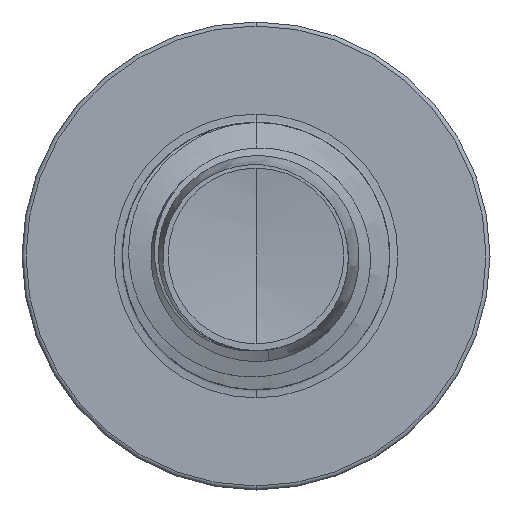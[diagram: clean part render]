
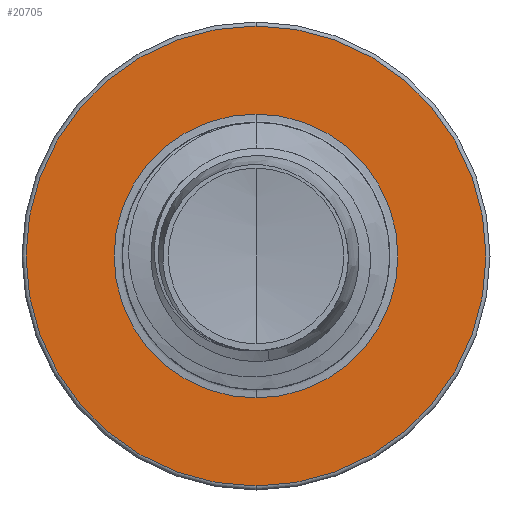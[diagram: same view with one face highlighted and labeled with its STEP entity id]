
A CAD part, front view. The second image highlights one B-rep face of the part: STEP entity #20705.
In plain terms, the highlighted planar face has unit normal (0, -1, 0).
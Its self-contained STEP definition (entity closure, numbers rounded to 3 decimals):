
#267 = DIRECTION ( 'NONE',  ( 0., 0., 1. ) ) ;
#891 = AXIS2_PLACEMENT_3D ( 'NONE', #9771, #28044, #12457 ) ;
#901 = ORIENTED_EDGE ( 'NONE', *, *, #19939, .F. ) ;
#1593 = DIRECTION ( 'NONE',  ( 0., 0., 1. ) ) ;
#3846 = EDGE_CURVE ( 'NONE', #32080, #10571, #20906, .T. ) ;
#4286 = CARTESIAN_POINT ( 'NONE',  ( 0., 17.5, -3.186 ) ) ;
#6545 = EDGE_CURVE ( 'NONE', #28162, #20751, #34139, .T. ) ;
#6591 = ORIENTED_EDGE ( 'NONE', *, *, #3846, .F. ) ;
#9771 = CARTESIAN_POINT ( 'NONE',  ( 0., 17.5, 0. ) ) ;
#10385 = DIRECTION ( 'NONE',  ( 0., 1., 0. ) ) ;
#10571 = VERTEX_POINT ( 'NONE', #11008 ) ;
#11008 = CARTESIAN_POINT ( 'NONE',  ( 0., 17.5, -5.16 ) ) ;
#11744 = FACE_OUTER_BOUND ( 'NONE', #26157, .T. ) ;
#12457 = DIRECTION ( 'NONE',  ( 0., 0., 1. ) ) ;
#14221 = DIRECTION ( 'NONE',  ( 0., 1., 0. ) ) ;
#15357 = AXIS2_PLACEMENT_3D ( 'NONE', #20543, #10385, #15714 ) ;
#15714 = DIRECTION ( 'NONE',  ( 0., 0., 1. ) ) ;
#16442 = DIRECTION ( 'NONE',  ( 0., 1., 0. ) ) ;
#17646 = DIRECTION ( 'NONE',  ( 0., 1., 0. ) ) ;
#18793 = FACE_BOUND ( 'NONE', #24118, .T. ) ;
#19855 = EDGE_CURVE ( 'NONE', #20751, #28162, #34117, .T. ) ;
#19939 = EDGE_CURVE ( 'NONE', #10571, #32080, #20437, .T. ) ;
#20437 = CIRCLE ( 'NONE', #891, 5.16 ) ;
#20543 = CARTESIAN_POINT ( 'NONE',  ( 0., 17.5, -3.186 ) ) ;
#20705 = ADVANCED_FACE ( 'NONE', ( #11744, #18793 ), #28504, .F. ) ;
#20751 = VERTEX_POINT ( 'NONE', #28631 ) ;
#20906 = CIRCLE ( 'NONE', #24662, 5.16 ) ;
#24118 = EDGE_LOOP ( 'NONE', ( #26733, #24904 ) ) ;
#24662 = AXIS2_PLACEMENT_3D ( 'NONE', #31930, #16442, #267 ) ;
#24904 = ORIENTED_EDGE ( 'NONE', *, *, #6545, .T. ) ;
#26157 = EDGE_LOOP ( 'NONE', ( #6591, #901 ) ) ;
#26733 = ORIENTED_EDGE ( 'NONE', *, *, #19855, .T. ) ;
#28044 = DIRECTION ( 'NONE',  ( 0., 1., 0. ) ) ;
#28162 = VERTEX_POINT ( 'NONE', #4286 ) ;
#28504 = PLANE ( 'NONE',  #15357 ) ;
#28631 = CARTESIAN_POINT ( 'NONE',  ( 0., 17.5, 3.186 ) ) ;
#29732 = CARTESIAN_POINT ( 'NONE',  ( 0., 17.5, 0. ) ) ;
#31636 = AXIS2_PLACEMENT_3D ( 'NONE', #33106, #17646, #1593 ) ;
#31930 = CARTESIAN_POINT ( 'NONE',  ( 0., 17.5, 0. ) ) ;
#32080 = VERTEX_POINT ( 'NONE', #32298 ) ;
#32298 = CARTESIAN_POINT ( 'NONE',  ( 0., 17.5, 5.16 ) ) ;
#32333 = DIRECTION ( 'NONE',  ( 0., 0., 1. ) ) ;
#32656 = AXIS2_PLACEMENT_3D ( 'NONE', #29732, #14221, #32333 ) ;
#33106 = CARTESIAN_POINT ( 'NONE',  ( 0., 17.5, 0. ) ) ;
#34117 = CIRCLE ( 'NONE', #31636, 3.186 ) ;
#34139 = CIRCLE ( 'NONE', #32656, 3.186 ) ;
